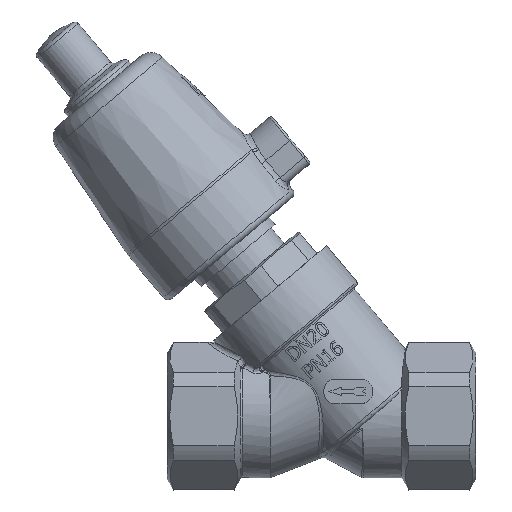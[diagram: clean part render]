
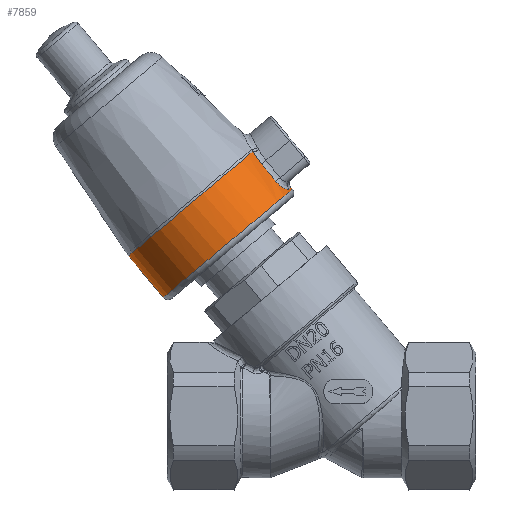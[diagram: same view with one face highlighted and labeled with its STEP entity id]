
A CAD part, front view. The second image highlights one B-rep face of the part: STEP entity #7859.
In plain terms, the highlighted cylindrical face has radius 20.5 mm (diameter 41 mm), a full revolution.
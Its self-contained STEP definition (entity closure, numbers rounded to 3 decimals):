
#251=CYLINDRICAL_SURFACE('',#8738,20.5);
#355=ELLIPSE('',#8714,630.331,20.5);
#357=ELLIPSE('',#8721,630.331,20.5);
#580=B_SPLINE_CURVE_WITH_KNOTS('',3,(#16881,#16882,#16883,#16884),
 .UNSPECIFIED.,.F.,.F.,(4,4),(-5.684,-5.304),
 .UNSPECIFIED.);
#582=B_SPLINE_CURVE_WITH_KNOTS('',3,(#16942,#16943,#16944,#16945),
 .UNSPECIFIED.,.F.,.F.,(4,4),(-11.748,-11.369),
 .UNSPECIFIED.);
#584=B_SPLINE_CURVE_WITH_KNOTS('',3,(#17001,#17002,#17003,#17004,#17005),
 .UNSPECIFIED.,.F.,.F.,(4,1,4),(0.,0.247,
0.576),.UNSPECIFIED.);
#586=B_SPLINE_CURVE_WITH_KNOTS('',3,(#17038,#17039,#17040,#17041,#17042),
 .UNSPECIFIED.,.F.,.F.,(4,1,4),(0.,0.329,0.576),
 .UNSPECIFIED.);
#863=CIRCLE('',#8725,20.5);
#864=CIRCLE('',#8727,20.5);
#865=CIRCLE('',#8728,20.5);
#868=CIRCLE('',#8734,20.5);
#869=CIRCLE('',#8735,20.5);
#870=CIRCLE('',#8736,20.5);
#1468=FACE_OUTER_BOUND('',#1943,.T.);
#1943=EDGE_LOOP('',(#6859,#6860,#6861,#6862,#6863,#6864,#6865,#6866,#6867,
#6868,#6869,#6870,#6871,#6872));
#2417=LINE('',#17065,#2856);
#2856=VECTOR('',#10575,20.5);
#3555=VERTEX_POINT('',#16702);
#3556=VERTEX_POINT('',#16704);
#3561=VERTEX_POINT('',#16813);
#3564=VERTEX_POINT('',#16845);
#3566=VERTEX_POINT('',#16880);
#3567=VERTEX_POINT('',#16970);
#3568=VERTEX_POINT('',#16999);
#3569=VERTEX_POINT('',#17036);
#3570=VERTEX_POINT('',#17046);
#3573=VERTEX_POINT('',#17056);
#3574=VERTEX_POINT('',#17058);
#3575=VERTEX_POINT('',#17060);
#4670=EDGE_CURVE('',#3555,#3556,#355,.T.);
#4684=EDGE_CURVE('',#3561,#3566,#580,.T.);
#4686=EDGE_CURVE('',#3556,#3564,#582,.T.);
#4690=EDGE_CURVE('',#3566,#3567,#357,.T.);
#4692=EDGE_CURVE('',#3567,#3568,#584,.T.);
#4695=EDGE_CURVE('',#3569,#3555,#586,.T.);
#4696=EDGE_CURVE('',#3568,#3569,#863,.T.);
#4697=EDGE_CURVE('',#3564,#3570,#864,.T.);
#4698=EDGE_CURVE('',#3570,#3561,#865,.T.);
#4702=EDGE_CURVE('',#3573,#3574,#868,.T.);
#4703=EDGE_CURVE('',#3574,#3575,#869,.T.);
#4704=EDGE_CURVE('',#3575,#3573,#870,.T.);
#4706=EDGE_CURVE('',#3574,#3570,#2417,.T.);
#6859=ORIENTED_EDGE('',*,*,#4704,.F.);
#6860=ORIENTED_EDGE('',*,*,#4703,.F.);
#6861=ORIENTED_EDGE('',*,*,#4706,.T.);
#6862=ORIENTED_EDGE('',*,*,#4697,.F.);
#6863=ORIENTED_EDGE('',*,*,#4686,.F.);
#6864=ORIENTED_EDGE('',*,*,#4670,.F.);
#6865=ORIENTED_EDGE('',*,*,#4695,.F.);
#6866=ORIENTED_EDGE('',*,*,#4696,.F.);
#6867=ORIENTED_EDGE('',*,*,#4692,.F.);
#6868=ORIENTED_EDGE('',*,*,#4690,.F.);
#6869=ORIENTED_EDGE('',*,*,#4684,.F.);
#6870=ORIENTED_EDGE('',*,*,#4698,.F.);
#6871=ORIENTED_EDGE('',*,*,#4706,.F.);
#6872=ORIENTED_EDGE('',*,*,#4702,.F.);
#7859=ADVANCED_FACE('',(#1468),#251,.T.);
#8714=AXIS2_PLACEMENT_3D('',#16705,#10522,#10523);
#8721=AXIS2_PLACEMENT_3D('',#16973,#10538,#10539);
#8725=AXIS2_PLACEMENT_3D('',#17044,#10546,#10547);
#8727=AXIS2_PLACEMENT_3D('',#17047,#10550,#10551);
#8728=AXIS2_PLACEMENT_3D('',#17048,#10552,#10553);
#8734=AXIS2_PLACEMENT_3D('',#17059,#10565,#10566);
#8735=AXIS2_PLACEMENT_3D('',#17061,#10567,#10568);
#8736=AXIS2_PLACEMENT_3D('',#17062,#10569,#10570);
#8738=AXIS2_PLACEMENT_3D('',#17064,#10573,#10574);
#10522=DIRECTION('center_axis',(0.,-0.033,
0.999));
#10523=DIRECTION('ref_axis',(0.,-0.999,-0.033));
#10538=DIRECTION('center_axis',(0.,-0.033,
-0.999));
#10539=DIRECTION('ref_axis',(0.,-0.999,0.033));
#10546=DIRECTION('center_axis',(0.,1.,0.));
#10547=DIRECTION('ref_axis',(1.,0.,0.));
#10550=DIRECTION('center_axis',(0.,1.,0.));
#10551=DIRECTION('ref_axis',(-1.,0.,0.));
#10552=DIRECTION('center_axis',(0.,1.,0.));
#10553=DIRECTION('ref_axis',(-1.,0.,0.));
#10565=DIRECTION('center_axis',(0.,-1.,0.));
#10566=DIRECTION('ref_axis',(-1.,0.,0.));
#10567=DIRECTION('center_axis',(0.,-1.,0.));
#10568=DIRECTION('ref_axis',(-1.,0.,0.));
#10569=DIRECTION('center_axis',(0.,-1.,0.));
#10570=DIRECTION('ref_axis',(-1.,0.,0.));
#10573=DIRECTION('center_axis',(0.,-1.,0.));
#10574=DIRECTION('ref_axis',(1.,0.,0.));
#10575=DIRECTION('',(0.,1.,0.));
#16702=CARTESIAN_POINT('',(18.626,5.622,-8.562));
#16704=CARTESIAN_POINT('',(18.706,11.027,-8.386));
#16705=CARTESIAN_POINT('Origin',(0.,268.752,0.));
#16813=CARTESIAN_POINT('',(19.024,14.715,7.638));
#16845=CARTESIAN_POINT('',(19.024,14.715,-7.638));
#16880=CARTESIAN_POINT('',(18.706,11.027,8.386));
#16881=CARTESIAN_POINT('Ctrl Pts',(19.024,14.715,7.638));
#16882=CARTESIAN_POINT('Ctrl Pts',(18.831,13.577,8.119));
#16883=CARTESIAN_POINT('Ctrl Pts',(18.708,12.3,8.383));
#16884=CARTESIAN_POINT('Ctrl Pts',(18.706,11.027,8.386));
#16942=CARTESIAN_POINT('Ctrl Pts',(18.706,11.027,-8.386));
#16943=CARTESIAN_POINT('Ctrl Pts',(18.708,12.3,-8.383));
#16944=CARTESIAN_POINT('Ctrl Pts',(18.831,13.577,-8.119));
#16945=CARTESIAN_POINT('Ctrl Pts',(19.024,14.715,-7.638));
#16970=CARTESIAN_POINT('',(18.626,5.622,8.562));
#16973=CARTESIAN_POINT('Origin',(0.,268.752,0.));
#16999=CARTESIAN_POINT('',(19.802,2.,5.303));
#17001=CARTESIAN_POINT('Ctrl Pts',(18.626,5.622,8.562));
#17002=CARTESIAN_POINT('Ctrl Pts',(18.614,4.8,8.589));
#17003=CARTESIAN_POINT('Ctrl Pts',(18.918,2.866,7.972));
#17004=CARTESIAN_POINT('Ctrl Pts',(19.538,2.,6.29));
#17005=CARTESIAN_POINT('Ctrl Pts',(19.802,2.,5.303));
#17036=CARTESIAN_POINT('',(19.802,2.,-5.303));
#17038=CARTESIAN_POINT('Ctrl Pts',(19.802,2.,-5.303));
#17039=CARTESIAN_POINT('Ctrl Pts',(19.538,2.,-6.29));
#17040=CARTESIAN_POINT('Ctrl Pts',(18.918,2.866,-7.972));
#17041=CARTESIAN_POINT('Ctrl Pts',(18.614,4.8,-8.589));
#17042=CARTESIAN_POINT('Ctrl Pts',(18.626,5.622,-8.562));
#17044=CARTESIAN_POINT('Origin',(0.,2.,0.));
#17046=CARTESIAN_POINT('',(-20.5,14.715,0.));
#17047=CARTESIAN_POINT('Origin',(0.,14.715,0.));
#17048=CARTESIAN_POINT('Origin',(0.,14.715,0.));
#17056=CARTESIAN_POINT('',(0.,1.5,20.5));
#17058=CARTESIAN_POINT('',(-20.5,1.5,0.));
#17059=CARTESIAN_POINT('Origin',(0.,1.5,0.));
#17060=CARTESIAN_POINT('',(20.5,1.5,0.));
#17061=CARTESIAN_POINT('Origin',(0.,1.5,0.));
#17062=CARTESIAN_POINT('Origin',(0.,1.5,0.));
#17064=CARTESIAN_POINT('Origin',(0.,7.5,0.));
#17065=CARTESIAN_POINT('',(-20.5,7.5,0.));
